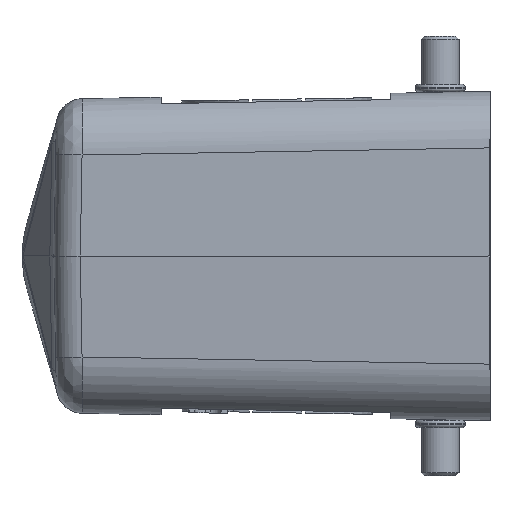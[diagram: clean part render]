
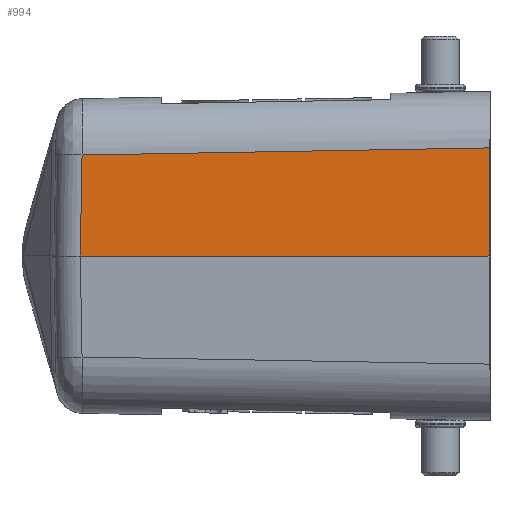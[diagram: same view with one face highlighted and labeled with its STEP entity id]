
A CAD part, left-side view. The second image highlights one B-rep face of the part: STEP entity #994.
In plain terms, the highlighted planar face has unit normal (-1, 0.018, 0.017).
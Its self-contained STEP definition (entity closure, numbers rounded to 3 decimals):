
#645=FACE_OUTER_BOUND('',#3240,.T.);
#994=ADVANCED_FACE('',(#645),#1343,.T.);
#1343=PLANE('',#7350);
#2072=LINE('',#12056,#2702);
#2074=LINE('',#12062,#2704);
#2075=LINE('',#12064,#2705);
#2076=LINE('',#12066,#2706);
#2702=VECTOR('',#8946,1.);
#2704=VECTOR('',#8952,1.);
#2705=VECTOR('',#8953,1.);
#2706=VECTOR('',#8954,1.);
#3240=EDGE_LOOP('',(#4857,#4858,#4859,#4860));
#4857=ORIENTED_EDGE('',*,*,#6731,.T.);
#4858=ORIENTED_EDGE('',*,*,#6732,.T.);
#4859=ORIENTED_EDGE('',*,*,#6733,.F.);
#4860=ORIENTED_EDGE('',*,*,#6728,.F.);
#5850=VERTEX_POINT('',#12054);
#5852=VERTEX_POINT('',#12057);
#5854=VERTEX_POINT('',#12063);
#5855=VERTEX_POINT('',#12065);
#6728=EDGE_CURVE('',#5850,#5852,#2072,.T.);
#6731=EDGE_CURVE('',#5850,#5854,#2074,.T.);
#6732=EDGE_CURVE('',#5854,#5855,#2075,.T.);
#6733=EDGE_CURVE('',#5852,#5855,#2076,.T.);
#7350=AXIS2_PLACEMENT_3D('',#12067,#8955,#8956);
#8946=DIRECTION('',(0.017,-0.017,1.));
#8952=DIRECTION('',(-0.017,-1.,0.));
#8953=DIRECTION('',(0.017,0.,1.));
#8954=DIRECTION('',(-0.017,-1.,0.017));
#8955=DIRECTION('',(-1.,0.017,0.017));
#8956=DIRECTION('',(0.017,0.,1.));
#12054=CARTESIAN_POINT('',(-35.365,123.562,0.));
#12056=CARTESIAN_POINT('',(-34.96,123.149,23.633));
#12057=CARTESIAN_POINT('',(-35.139,123.331,13.201));
#12062=CARTESIAN_POINT('',(-35.365,123.562,0.));
#12063=CARTESIAN_POINT('',(-36.3,70.,0.));
#12064=CARTESIAN_POINT('',(-36.3,70.,0.));
#12065=CARTESIAN_POINT('',(-36.053,70.,14.132));
#12066=CARTESIAN_POINT('',(-36.056,69.853,14.135));
#12067=CARTESIAN_POINT('',(-35.903,70.,22.722));
